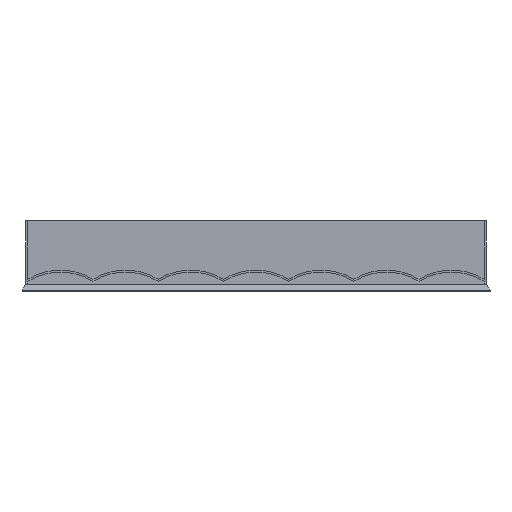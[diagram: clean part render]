
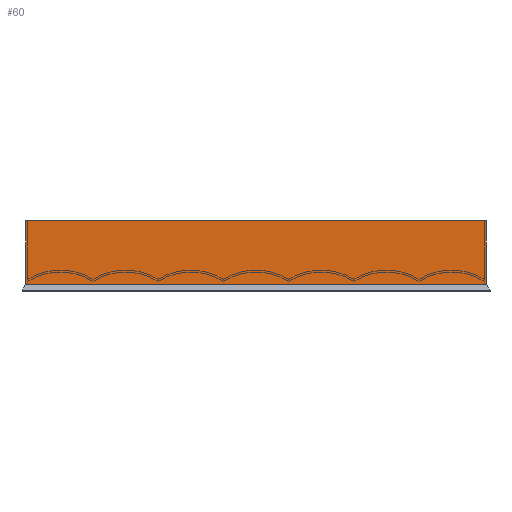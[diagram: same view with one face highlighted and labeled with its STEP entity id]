
A CAD part, left-side view. The second image highlights one B-rep face of the part: STEP entity #60.
In plain terms, the highlighted planar face has unit normal (-1, 0, 0).
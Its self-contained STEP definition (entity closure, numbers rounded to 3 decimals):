
#60 = ADVANCED_FACE ( 'NONE', ( #1614 ), #1520, .T. ) ;
#103 = DIRECTION ( 'NONE',  ( 0., 0., -1. ) ) ;
#404 = EDGE_CURVE ( 'NONE', #1495, #1795, #1929, .T. ) ;
#413 = ORIENTED_EDGE ( 'NONE', *, *, #800, .T. ) ;
#636 = LINE ( 'NONE', #1800, #1885 ) ;
#751 = CARTESIAN_POINT ( 'NONE',  ( -388.5, -238.5, 73. ) ) ;
#761 = VERTEX_POINT ( 'NONE', #1820 ) ;
#768 = VERTEX_POINT ( 'NONE', #1070 ) ;
#779 = VECTOR ( 'NONE', #2006, 1000. ) ;
#797 = CARTESIAN_POINT ( 'NONE',  ( -388.5, -238.5, 73. ) ) ;
#800 = EDGE_CURVE ( 'NONE', #1795, #768, #636, .T. ) ;
#817 = DIRECTION ( 'NONE',  ( 0., 1., 0. ) ) ;
#852 = ORIENTED_EDGE ( 'NONE', *, *, #1971, .F. ) ;
#891 = DIRECTION ( 'NONE',  ( -1., 0., 0. ) ) ;
#982 = CARTESIAN_POINT ( 'NONE',  ( -388.5, -238.5, 73. ) ) ;
#1070 = CARTESIAN_POINT ( 'NONE',  ( -388.5, 238.5, 7. ) ) ;
#1199 = EDGE_CURVE ( 'NONE', #768, #761, #1276, .T. ) ;
#1276 = LINE ( 'NONE', #1887, #1398 ) ;
#1331 = ORIENTED_EDGE ( 'NONE', *, *, #1199, .T. ) ;
#1398 = VECTOR ( 'NONE', #1686, 1000. ) ;
#1495 = VERTEX_POINT ( 'NONE', #2035 ) ;
#1520 = PLANE ( 'NONE',  #2202 ) ;
#1555 = LINE ( 'NONE', #982, #779 ) ;
#1563 = VECTOR ( 'NONE', #817, 1000. ) ;
#1614 = FACE_OUTER_BOUND ( 'NONE', #2472, .T. ) ;
#1660 = DIRECTION ( 'NONE',  ( 0., 0., -1. ) ) ;
#1686 = DIRECTION ( 'NONE',  ( 0., -1., 0. ) ) ;
#1715 = CARTESIAN_POINT ( 'NONE',  ( -388.5, 238.5, 73. ) ) ;
#1795 = VERTEX_POINT ( 'NONE', #1715 ) ;
#1800 = CARTESIAN_POINT ( 'NONE',  ( -388.5, 238.5, 73. ) ) ;
#1820 = CARTESIAN_POINT ( 'NONE',  ( -388.5, -238.5, 7. ) ) ;
#1885 = VECTOR ( 'NONE', #1660, 1000. ) ;
#1887 = CARTESIAN_POINT ( 'NONE',  ( -388.5, -238.5, 7. ) ) ;
#1929 = LINE ( 'NONE', #797, #1563 ) ;
#1971 = EDGE_CURVE ( 'NONE', #1495, #761, #1555, .T. ) ;
#2006 = DIRECTION ( 'NONE',  ( 0., 0., -1. ) ) ;
#2035 = CARTESIAN_POINT ( 'NONE',  ( -388.5, -238.5, 73. ) ) ;
#2202 = AXIS2_PLACEMENT_3D ( 'NONE', #751, #891, #103 ) ;
#2448 = ORIENTED_EDGE ( 'NONE', *, *, #404, .T. ) ;
#2472 = EDGE_LOOP ( 'NONE', ( #413, #1331, #852, #2448 ) ) ;
